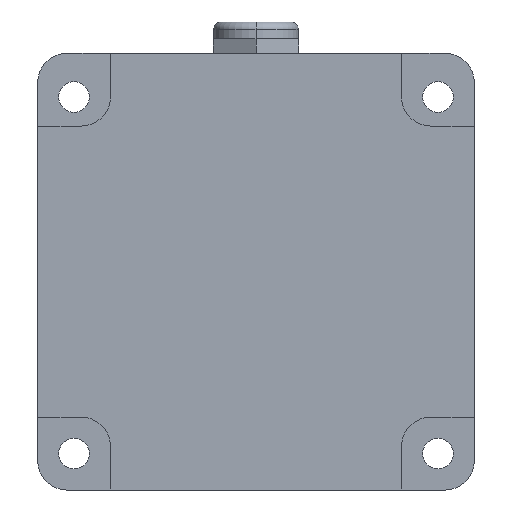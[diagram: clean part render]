
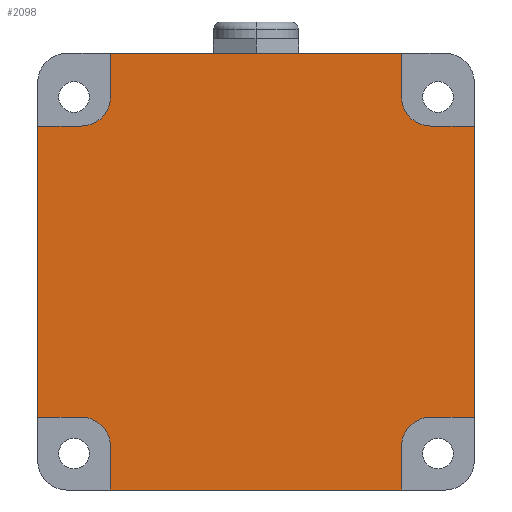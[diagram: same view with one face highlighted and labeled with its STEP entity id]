
A CAD part, front view. The second image highlights one B-rep face of the part: STEP entity #2098.
In plain terms, the highlighted planar face has unit normal (0, -1, 0).
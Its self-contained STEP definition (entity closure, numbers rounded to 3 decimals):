
#313=DIRECTION('',(0.,0.,-1.));
#314=VECTOR('',#313,40.);
#315=CARTESIAN_POINT('',(30.,0.5,20.));
#316=LINE('',#315,#314);
#515=DIRECTION('',(-1.,0.,0.));
#516=VECTOR('',#515,40.);
#517=CARTESIAN_POINT('',(20.,0.5,-30.));
#518=LINE('',#517,#516);
#565=DIRECTION('',(0.,0.,1.));
#566=VECTOR('',#565,40.);
#567=CARTESIAN_POINT('',(-30.,0.5,-20.));
#568=LINE('',#567,#566);
#619=DIRECTION('',(1.,0.,0.));
#620=VECTOR('',#619,40.);
#621=CARTESIAN_POINT('',(-20.,0.5,30.));
#622=LINE('',#621,#620);
#670=CARTESIAN_POINT('',(24.,0.5,24.));
#671=DIRECTION('',(0.,1.,0.));
#672=DIRECTION('',(0.,0.,-1.));
#673=AXIS2_PLACEMENT_3D('',#670,#671,#672);
#679=DIRECTION('',(0.,0.,-1.));
#680=VECTOR('',#679,6.);
#681=CARTESIAN_POINT('',(-20.,0.5,-24.));
#682=LINE('',#681,#680);
#683=DIRECTION('',(1.,0.,0.));
#684=VECTOR('',#683,6.);
#685=CARTESIAN_POINT('',(-30.,0.5,-20.));
#686=LINE('',#685,#684);
#687=DIRECTION('',(-1.,0.,0.));
#688=VECTOR('',#687,6.);
#689=CARTESIAN_POINT('',(-24.,0.5,20.));
#690=LINE('',#689,#688);
#691=DIRECTION('',(0.,0.,-1.));
#692=VECTOR('',#691,6.);
#693=CARTESIAN_POINT('',(-20.,0.5,30.));
#694=LINE('',#693,#692);
#695=DIRECTION('',(0.,0.,1.));
#696=VECTOR('',#695,6.);
#697=CARTESIAN_POINT('',(20.,0.5,24.));
#698=LINE('',#697,#696);
#699=DIRECTION('',(-1.,0.,0.));
#700=VECTOR('',#699,6.);
#701=CARTESIAN_POINT('',(30.,0.5,20.));
#702=LINE('',#701,#700);
#703=DIRECTION('',(1.,0.,0.));
#704=VECTOR('',#703,6.);
#705=CARTESIAN_POINT('',(24.,0.5,-20.));
#706=LINE('',#705,#704);
#707=DIRECTION('',(0.,0.,1.));
#708=VECTOR('',#707,6.);
#709=CARTESIAN_POINT('',(20.,0.5,-30.));
#710=LINE('',#709,#708);
#715=CARTESIAN_POINT('',(-24.,0.5,-24.));
#716=DIRECTION('',(0.,1.,0.));
#717=DIRECTION('',(0.,0.,1.));
#718=AXIS2_PLACEMENT_3D('',#715,#716,#717);
#728=CARTESIAN_POINT('',(-24.,0.5,24.));
#729=DIRECTION('',(0.,1.,0.));
#730=DIRECTION('',(1.,0.,0.));
#731=AXIS2_PLACEMENT_3D('',#728,#729,#730);
#741=CARTESIAN_POINT('',(24.,0.5,-24.));
#742=DIRECTION('',(0.,1.,0.));
#743=DIRECTION('',(-1.,0.,0.));
#744=AXIS2_PLACEMENT_3D('',#741,#742,#743);
#1009=CARTESIAN_POINT('',(-30.,0.5,-20.));
#1010=CARTESIAN_POINT('',(-30.,0.5,20.));
#1011=VERTEX_POINT('',#1009);
#1012=VERTEX_POINT('',#1010);
#1017=CARTESIAN_POINT('',(-20.,0.5,30.));
#1018=CARTESIAN_POINT('',(20.,0.5,30.));
#1019=VERTEX_POINT('',#1017);
#1020=VERTEX_POINT('',#1018);
#1025=CARTESIAN_POINT('',(30.,0.5,20.));
#1026=CARTESIAN_POINT('',(30.,0.5,-20.));
#1027=VERTEX_POINT('',#1025);
#1028=VERTEX_POINT('',#1026);
#1033=CARTESIAN_POINT('',(20.,0.5,-30.));
#1034=CARTESIAN_POINT('',(-20.,0.5,-30.));
#1035=VERTEX_POINT('',#1033);
#1036=VERTEX_POINT('',#1034);
#1045=CARTESIAN_POINT('',(20.,0.5,-24.));
#1046=VERTEX_POINT('',#1045);
#1047=CARTESIAN_POINT('',(24.,0.5,-20.));
#1048=VERTEX_POINT('',#1047);
#1053=CARTESIAN_POINT('',(-24.,0.5,-20.));
#1054=VERTEX_POINT('',#1053);
#1055=CARTESIAN_POINT('',(-20.,0.5,-24.));
#1056=VERTEX_POINT('',#1055);
#1061=CARTESIAN_POINT('',(-20.,0.5,24.));
#1062=VERTEX_POINT('',#1061);
#1063=CARTESIAN_POINT('',(-24.,0.5,20.));
#1064=VERTEX_POINT('',#1063);
#1069=CARTESIAN_POINT('',(24.,0.5,20.));
#1070=VERTEX_POINT('',#1069);
#1071=CARTESIAN_POINT('',(20.,0.5,24.));
#1072=VERTEX_POINT('',#1071);
#2066=CARTESIAN_POINT('',(0.,0.5,0.));
#2067=DIRECTION('',(0.,-1.,0.));
#2068=DIRECTION('',(-1.,0.,0.));
#2069=AXIS2_PLACEMENT_3D('',#2066,#2067,#2068);
#2070=PLANE('',#2069);
#2072=ORIENTED_EDGE('',*,*,#2071,.F.);
#2074=ORIENTED_EDGE('',*,*,#2073,.F.);
#2076=ORIENTED_EDGE('',*,*,#2075,.F.);
#2077=ORIENTED_EDGE('',*,*,#1843,.T.);
#2079=ORIENTED_EDGE('',*,*,#2078,.F.);
#2081=ORIENTED_EDGE('',*,*,#2080,.F.);
#2083=ORIENTED_EDGE('',*,*,#2082,.F.);
#2084=ORIENTED_EDGE('',*,*,#1935,.T.);
#2085=ORIENTED_EDGE('',*,*,#2032,.F.);
#2086=ORIENTED_EDGE('',*,*,#2047,.F.);
#2087=ORIENTED_EDGE('',*,*,#2061,.F.);
#2088=ORIENTED_EDGE('',*,*,#1562,.T.);
#2090=ORIENTED_EDGE('',*,*,#2089,.F.);
#2092=ORIENTED_EDGE('',*,*,#2091,.F.);
#2094=ORIENTED_EDGE('',*,*,#2093,.F.);
#2095=ORIENTED_EDGE('',*,*,#1754,.T.);
#2096=EDGE_LOOP('',(#2072,#2074,#2076,#2077,#2079,#2081,#2083,#2084,#2085,#2086,
#2087,#2088,#2090,#2092,#2094,#2095));
#2097=FACE_OUTER_BOUND('',#2096,.F.);
#2098=ADVANCED_FACE('',(#2097),#2070,.T.);
#674=CIRCLE('',#673,4.);
#719=CIRCLE('',#718,4.);
#732=CIRCLE('',#731,4.);
#745=CIRCLE('',#744,4.);
#1562=EDGE_CURVE('',#1027,#1028,#316,.T.);
#1754=EDGE_CURVE('',#1035,#1036,#518,.T.);
#1843=EDGE_CURVE('',#1011,#1012,#568,.T.);
#1935=EDGE_CURVE('',#1019,#1020,#622,.T.);
#2032=EDGE_CURVE('',#1072,#1020,#698,.T.);
#2047=EDGE_CURVE('',#1070,#1072,#674,.T.);
#2061=EDGE_CURVE('',#1027,#1070,#702,.T.);
#2071=EDGE_CURVE('',#1056,#1036,#682,.T.);
#2073=EDGE_CURVE('',#1054,#1056,#719,.T.);
#2075=EDGE_CURVE('',#1011,#1054,#686,.T.);
#2078=EDGE_CURVE('',#1064,#1012,#690,.T.);
#2080=EDGE_CURVE('',#1062,#1064,#732,.T.);
#2082=EDGE_CURVE('',#1019,#1062,#694,.T.);
#2089=EDGE_CURVE('',#1048,#1028,#706,.T.);
#2091=EDGE_CURVE('',#1046,#1048,#745,.T.);
#2093=EDGE_CURVE('',#1035,#1046,#710,.T.);
